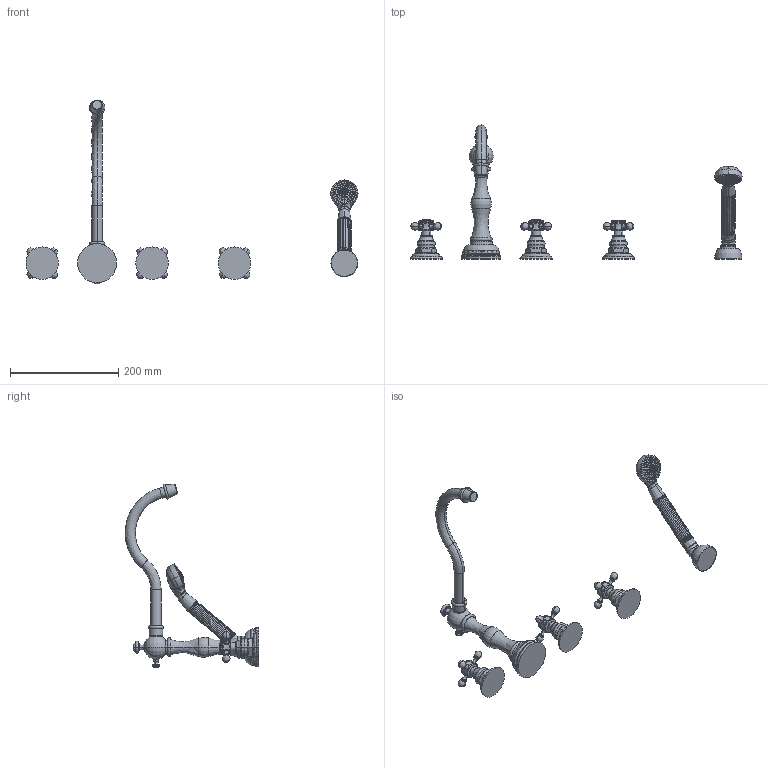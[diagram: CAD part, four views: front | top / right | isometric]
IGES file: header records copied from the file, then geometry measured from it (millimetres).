
Start section:  PTC IGES file: 3-937.igs
Global section: file name: 3-937.igs; native system: Creo Parametric by PTC Inc.; preprocessor: 2018400; author: jinson.thomas; organization: Unknown; date: 20210316.140905; units: inch
Bounding box: 614 x 247.51 x 340.23 mm (x, y, z)
Volume: 698230.1 mm3; surface area: 129056 mm2
Topology: 5 solids, 5 shells, 1081 faces, 2525 edges, 1491 vertices
Faces by surface type: revolution 721, bspline 352, extrusion 8
